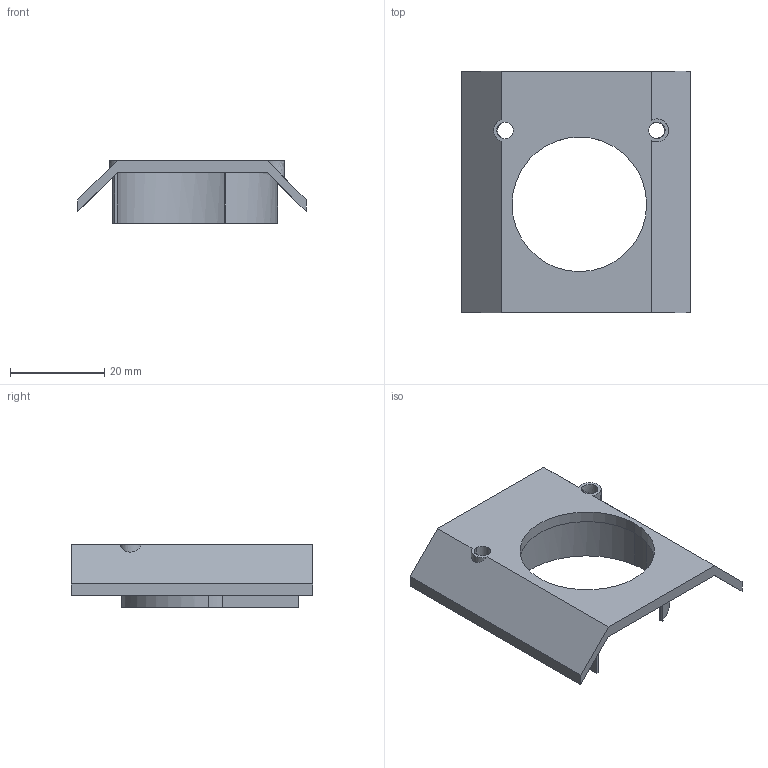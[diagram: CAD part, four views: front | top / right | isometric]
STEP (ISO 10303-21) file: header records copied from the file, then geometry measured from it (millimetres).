
FILE_DESCRIPTION(('FreeCAD Model'),'2;1');
FILE_NAME('Open CASCADE Shape Model','2024-07-06T13:33:07',(''),(''), 'Open CASCADE STEP processor 7.7','Ondsel','Unknown');
FILE_SCHEMA(('AP242_MANAGED_MODEL_BASED_3D_ENGINEERING_MIM_LF. {1 0 10303 442 1 1 4 }'));
Length unit declared in the file: millimetre
Products named in the file (1): BaseFeature
Bounding box: 48.53 x 51.3 x 13.32 mm (x, y, z)
Volume: 5152.2 mm3; surface area: 7181.5 mm2
Topology: 1 solids, 1 shells, 39 faces, 125 edges, 86 vertices
Faces by surface type: bspline 39
Entity records: 1554 total; most frequent: CARTESIAN_POINT 494, ORIENTED_EDGE 250, DIRECTION 182, EDGE_CURVE 125, VERTEX_POINT 86, LINE 66, VECTOR 66, AXIS2_PLACEMENT_3D 58
